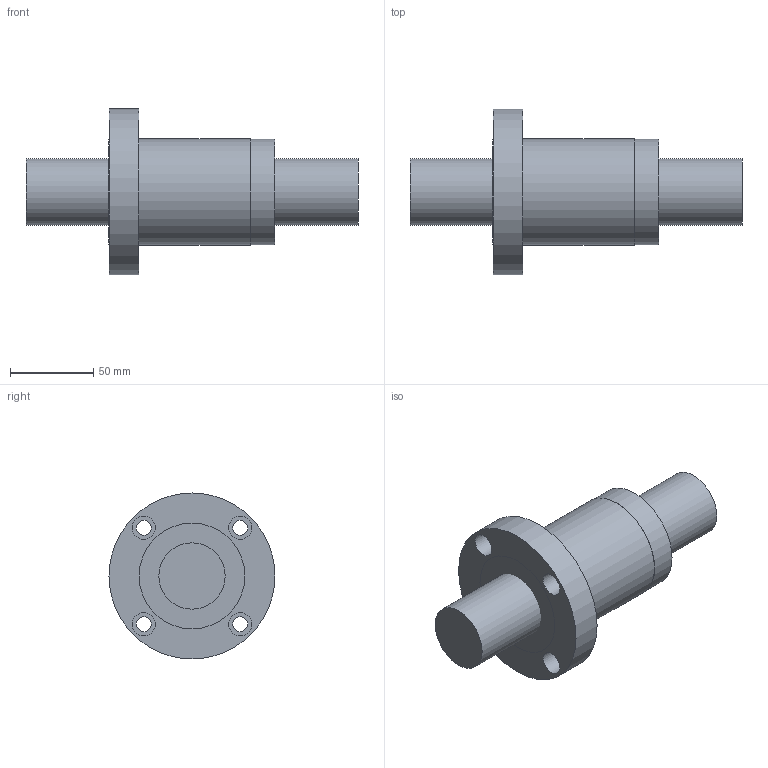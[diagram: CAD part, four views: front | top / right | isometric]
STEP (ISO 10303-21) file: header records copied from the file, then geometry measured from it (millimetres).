
FILE_DESCRIPTION(/* description */ (''),/* implementation_level */ '2;1');
FILE_NAME(/* name */ 'SLF40.stp',/* time_stamp */ '2011-07-11T16:19:01+08:00',/* author */ (''),/* organization */ (''),/* preprocessor_version */ 'ST-DEVELOPER v11',/* originating_system */ 'SIEMENS UGS NX 6.0',/* authorisation */ '');
FILE_SCHEMA (('CONFIG_CONTROL_DESIGN'));
Length unit declared in the file: millimetre
Products named in the file (1): 3.969
Bounding box: 200 x 100 x 100 mm (x, y, z)
Volume: 523743.6 mm3; surface area: 91954.5 mm2
Topology: 4 solids, 4 shells, 31 faces, 57 edges, 40 vertices
Faces by surface type: cylinder 17, plane 14
Full cylindrical faces by diameter (mm): 9 x4, 14 x4, 37.54 x2, 40 x1, 40.5 x1, 63.7 x3, 64 x1, 100 x1
Entity records: 762 total; most frequent: DIRECTION 132, CARTESIAN_POINT 100, EDGE_LOOP 68, ORIENTED_EDGE 68, FACE_BOUND 66, AXIS2_PLACEMENT_3D 66, VERTEX_POINT 34, EDGE_CURVE 34
